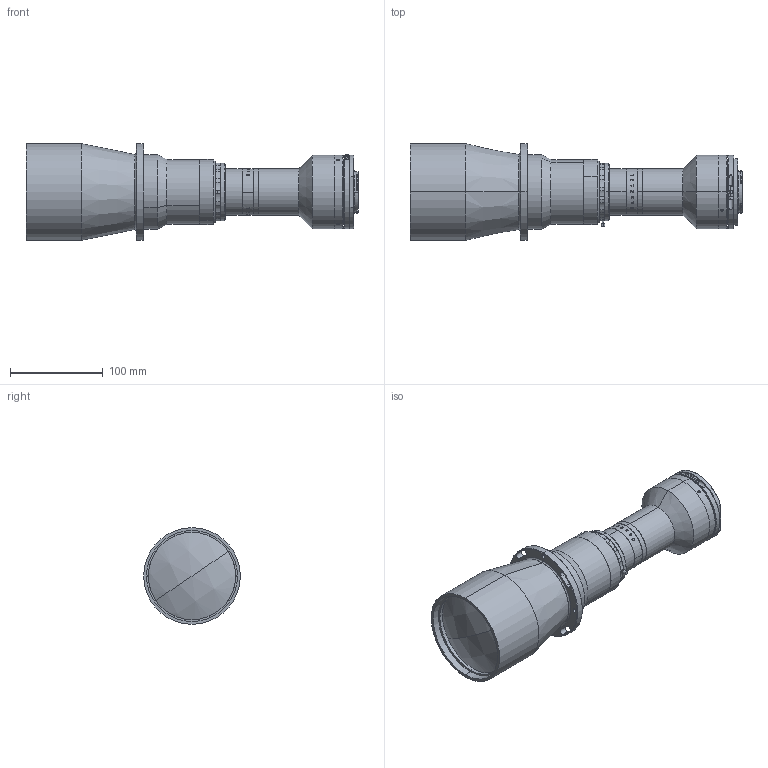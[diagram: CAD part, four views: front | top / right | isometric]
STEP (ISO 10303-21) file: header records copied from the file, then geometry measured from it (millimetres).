
FILE_DESCRIPTION (( 'STEP AP203' ), '1' );
FILE_NAME ('XF-PTL08038-F-VI.STEP', '2019-02-18T02:35:03', ( 'zhanghp' ), ( '' ), 'SwSTEP 2.0', 'SolidWorks 2014', '' );
FILE_SCHEMA (( 'CONFIG_CONTROL_DESIGN' ));
Length unit declared in the file: millimetre
Products named in the file (1): XF-PTL08038-F-VI
Bounding box: 357.2 x 104 x 104 mm (x, y, z)
Surface area: 133516.2 mm2 (no closed solid volume)
Topology: 0 solids, 37 shells, 280 faces, 1286 edges, 1049 vertices
Faces by surface type: cylinder 157, plane 62, cone 45, torus 12, sphere 4
Entity records: 19231 total; most frequent: CARTESIAN_POINT 9168, DIRECTION 2034, ORIENTED_EDGE 1807, EDGE_CURVE 1286, VERTEX_POINT 1049, AXIS2_PLACEMENT_3D 827, CIRCLE 546, VECTOR 380
